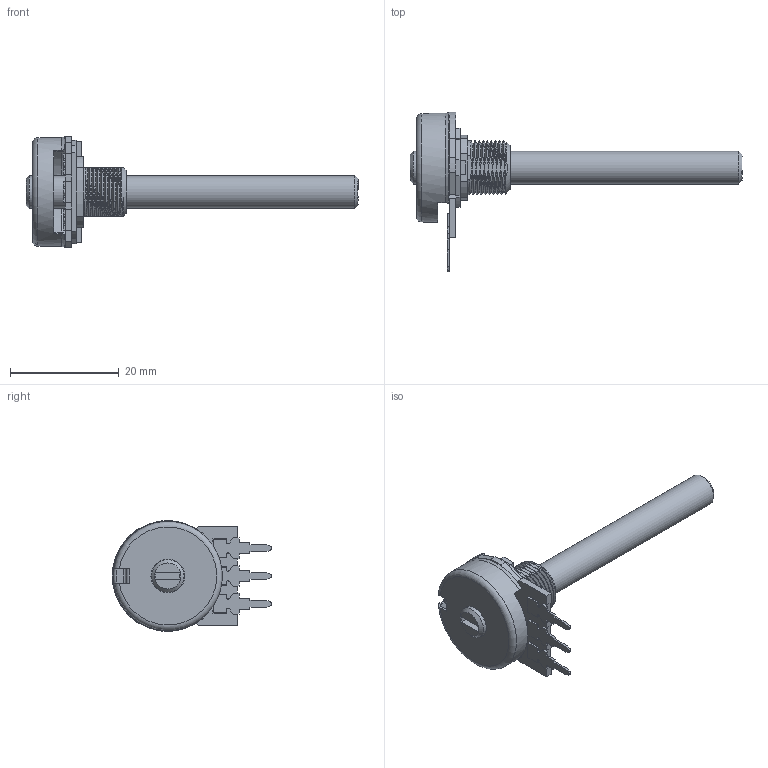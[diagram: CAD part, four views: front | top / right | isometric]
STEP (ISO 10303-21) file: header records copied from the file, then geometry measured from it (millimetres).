
FILE_DESCRIPTION(/* description */ (''),/* implementation_level */ '2;1');
FILE_NAME(/* name */ 'PC20BU.stp',/* time_stamp */ '2025-09-26T11:50:27+02:00',/* author */ ('Chris'),/* organization */ (''),/* preprocessor_version */ 'ST-DEVELOPER v20',/* originating_system */ 'Autodesk Inventor 2024',/* authorisation */ '');
FILE_SCHEMA (('AUTOMOTIVE_DESIGN { 1 0 10303 214 3 1 1 }'));
Products named in the file (2): Assembly1; PC 20 BU-PS IS Omeg
Assembly tree (1 placements, depth 2):
  Assembly1
    PC 20 BU-PS IS Omeg
Bounding box: 61 x 29.3 x 20.4 mm (x, y, z)
Volume: 3130.2 mm3; surface area: 4588.1 mm2
Topology: 7 solids, 7 shells, 277 faces, 806 edges, 543 vertices
Faces by surface type: plane 177, cylinder 51, bspline 40, cone 6, torus 3
Full cylindrical faces by diameter (mm): 6 x1, 6.2 x2, 19.2 x1, 20 x1
Entity records: 15672 total; most frequent: CARTESIAN_POINT 8512, ORIENTED_EDGE 1612, DIRECTION 1152, EDGE_CURVE 806, VERTEX_POINT 543, LINE 492, VECTOR 492, AXIS2_PLACEMENT_3D 330
